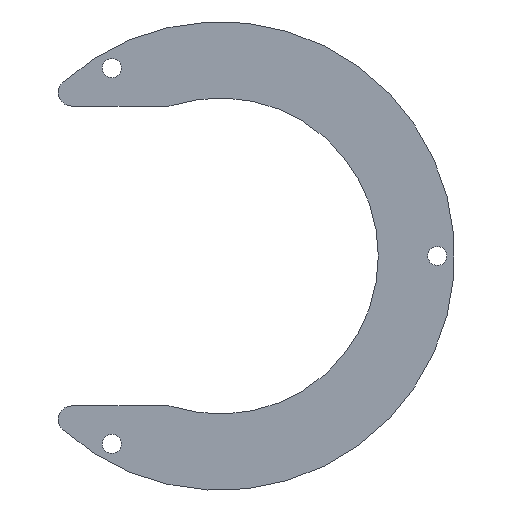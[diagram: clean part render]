
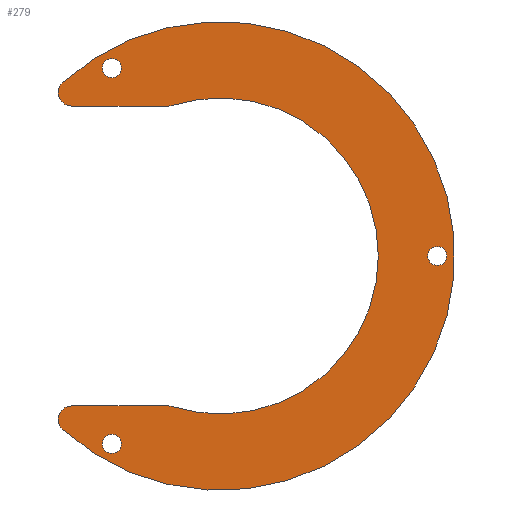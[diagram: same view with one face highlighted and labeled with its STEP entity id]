
A CAD part, front view. The second image highlights one B-rep face of the part: STEP entity #279.
In plain terms, the highlighted planar face has unit normal (0, -1, 0).
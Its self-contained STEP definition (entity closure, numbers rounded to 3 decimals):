
#15=FACE_BOUND('',#48,.T.);
#16=FACE_BOUND('',#49,.T.);
#17=FACE_BOUND('',#50,.T.);
#22=PLANE('',#327);
#32=FACE_OUTER_BOUND('',#47,.T.);
#47=EDGE_LOOP('',(#209,#210,#211,#212,#213,#214,#215,#216));
#48=EDGE_LOOP('',(#217));
#49=EDGE_LOOP('',(#218,#219,#220));
#50=EDGE_LOOP('',(#221));
#65=LINE('',#455,#84);
#71=LINE('',#483,#90);
#72=LINE('',#490,#91);
#84=VECTOR('',#365,10.);
#90=VECTOR('',#395,10.);
#91=VECTOR('',#402,10.);
#101=CIRCLE('',#313,3.563);
#102=CIRCLE('',#315,81.);
#104=CIRCLE('',#319,3.563);
#107=CIRCLE('',#323,3.563);
#109=CIRCLE('',#326,5.);
#110=CIRCLE('',#328,59.);
#111=CIRCLE('',#329,5.);
#112=CIRCLE('',#330,5.);
#113=CIRCLE('',#331,87.5);
#114=CIRCLE('',#332,5.);
#121=VERTEX_POINT('',#441);
#122=VERTEX_POINT('',#445);
#123=VERTEX_POINT('',#446);
#126=VERTEX_POINT('',#454);
#129=VERTEX_POINT('',#465);
#132=VERTEX_POINT('',#472);
#133=VERTEX_POINT('',#474);
#134=VERTEX_POINT('',#478);
#135=VERTEX_POINT('',#480);
#136=VERTEX_POINT('',#482);
#137=VERTEX_POINT('',#484);
#138=VERTEX_POINT('',#486);
#139=VERTEX_POINT('',#488);
#148=EDGE_CURVE('',#121,#121,#101,.T.);
#149=EDGE_CURVE('',#122,#123,#102,.T.);
#153=EDGE_CURVE('',#123,#126,#65,.T.);
#156=EDGE_CURVE('',#126,#122,#104,.T.);
#160=EDGE_CURVE('',#129,#129,#107,.T.);
#163=EDGE_CURVE('',#132,#133,#109,.T.);
#165=EDGE_CURVE('',#134,#132,#110,.T.);
#166=EDGE_CURVE('',#135,#134,#111,.T.);
#167=EDGE_CURVE('',#136,#135,#71,.T.);
#168=EDGE_CURVE('',#137,#136,#112,.T.);
#169=EDGE_CURVE('',#138,#137,#113,.T.);
#170=EDGE_CURVE('',#139,#138,#114,.T.);
#171=EDGE_CURVE('',#133,#139,#72,.T.);
#209=ORIENTED_EDGE('',*,*,#163,.F.);
#210=ORIENTED_EDGE('',*,*,#165,.F.);
#211=ORIENTED_EDGE('',*,*,#166,.F.);
#212=ORIENTED_EDGE('',*,*,#167,.F.);
#213=ORIENTED_EDGE('',*,*,#168,.F.);
#214=ORIENTED_EDGE('',*,*,#169,.F.);
#215=ORIENTED_EDGE('',*,*,#170,.F.);
#216=ORIENTED_EDGE('',*,*,#171,.F.);
#217=ORIENTED_EDGE('',*,*,#148,.T.);
#218=ORIENTED_EDGE('',*,*,#153,.T.);
#219=ORIENTED_EDGE('',*,*,#156,.T.);
#220=ORIENTED_EDGE('',*,*,#149,.T.);
#221=ORIENTED_EDGE('',*,*,#160,.T.);
#279=ADVANCED_FACE('',(#32,#15,#16,#17),#22,.F.);
#313=AXIS2_PLACEMENT_3D('',#443,#353,#354);
#315=AXIS2_PLACEMENT_3D('',#447,#357,#358);
#319=AXIS2_PLACEMENT_3D('',#460,#370,#371);
#323=AXIS2_PLACEMENT_3D('',#467,#379,#380);
#326=AXIS2_PLACEMENT_3D('',#475,#386,#387);
#327=AXIS2_PLACEMENT_3D('',#477,#389,#390);
#328=AXIS2_PLACEMENT_3D('',#479,#391,#392);
#329=AXIS2_PLACEMENT_3D('',#481,#393,#394);
#330=AXIS2_PLACEMENT_3D('',#485,#396,#397);
#331=AXIS2_PLACEMENT_3D('',#487,#398,#399);
#332=AXIS2_PLACEMENT_3D('',#489,#400,#401);
#353=DIRECTION('center_axis',(0.,1.,0.));
#354=DIRECTION('ref_axis',(1.,0.,0.));
#357=DIRECTION('center_axis',(0.,-1.,0.));
#358=DIRECTION('ref_axis',(-0.999,0.,-0.044));
#365=DIRECTION('',(1.,0.,-0.022));
#370=DIRECTION('center_axis',(0.,1.,0.));
#371=DIRECTION('ref_axis',(0.022,0.,1.));
#379=DIRECTION('center_axis',(0.,1.,0.));
#380=DIRECTION('ref_axis',(1.,0.,0.));
#386=DIRECTION('center_axis',(0.,1.,0.));
#387=DIRECTION('ref_axis',(0.153,0.,-0.988));
#389=DIRECTION('center_axis',(0.,1.,0.));
#390=DIRECTION('ref_axis',(0.,0.,1.));
#391=DIRECTION('center_axis',(0.,-1.,0.));
#392=DIRECTION('ref_axis',(1.,0.,0.));
#393=DIRECTION('center_axis',(0.,1.,0.));
#394=DIRECTION('ref_axis',(0.153,0.,0.988));
#395=DIRECTION('',(1.,0.,0.));
#396=DIRECTION('center_axis',(0.,1.,0.));
#397=DIRECTION('ref_axis',(-0.933,0.,0.361));
#398=DIRECTION('center_axis',(0.,1.,0.));
#399=DIRECTION('ref_axis',(-1.,0.,0.));
#400=DIRECTION('center_axis',(0.,1.,0.));
#401=DIRECTION('ref_axis',(-0.933,0.,-0.361));
#402=DIRECTION('',(-1.,0.,0.));
#441=CARTESIAN_POINT('',(-44.063,0.,-70.148));
#443=CARTESIAN_POINT('Origin',(-40.5,0.,-70.148));
#445=CARTESIAN_POINT('',(80.922,0.,3.562));
#446=CARTESIAN_POINT('',(80.922,0.,3.565));
#447=CARTESIAN_POINT('Origin',(0.,0.,0.));
#454=CARTESIAN_POINT('',(81.078,0.,3.562));
#455=CARTESIAN_POINT('',(45.662,0.,4.341));
#460=CARTESIAN_POINT('Origin',(81.,0.,0.));
#465=CARTESIAN_POINT('',(-44.063,0.,70.148));
#467=CARTESIAN_POINT('Origin',(-40.5,0.,70.148));
#472=CARTESIAN_POINT('',(-17.852,0.,56.234));
#474=CARTESIAN_POINT('',(-19.365,0.,56.));
#475=CARTESIAN_POINT('Origin',(-19.365,0.,61.));
#477=CARTESIAN_POINT('Origin',(10.134,0.,0.));
#478=CARTESIAN_POINT('',(-17.852,0.,-56.234));
#479=CARTESIAN_POINT('Origin',(0.,0.,0.));
#480=CARTESIAN_POINT('',(-19.365,0.,-56.));
#481=CARTESIAN_POINT('Origin',(-19.365,0.,-61.));
#482=CARTESIAN_POINT('',(-55.545,0.,-56.));
#483=CARTESIAN_POINT('',(-90.,0.,-56.));
#484=CARTESIAN_POINT('',(-58.911,0.,-64.697));
#485=CARTESIAN_POINT('Origin',(-55.545,0.,-61.));
#486=CARTESIAN_POINT('',(-58.911,0.,64.697));
#487=CARTESIAN_POINT('Origin',(0.,0.,0.));
#488=CARTESIAN_POINT('',(-55.545,0.,56.));
#489=CARTESIAN_POINT('Origin',(-55.545,0.,61.));
#490=CARTESIAN_POINT('',(-15.,0.,56.));
